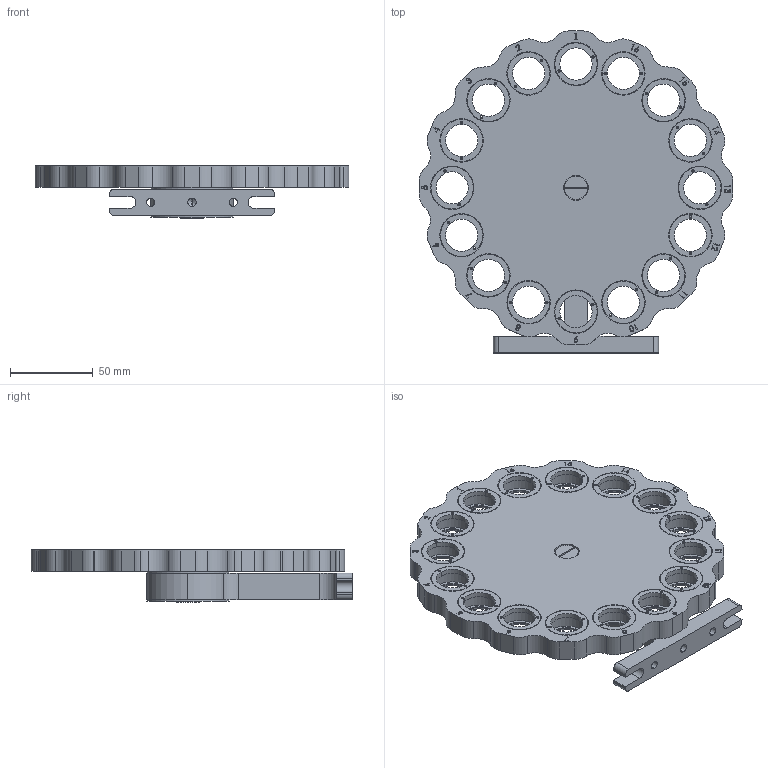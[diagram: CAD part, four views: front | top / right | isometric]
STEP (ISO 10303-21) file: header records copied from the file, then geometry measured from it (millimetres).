
FILE_DESCRIPTION (( 'STEP AP203' ), '1' );
FILE_NAME ('04RFW-16M.STEP', '2016-04-14T05:49:56', ( '' ), ( '' ), 'SwSTEP 2.0', 'SolidWorks 2016', '' );
FILE_SCHEMA (( 'CONFIG_CONTROL_DESIGN' ));
Products named in the file (1): 04RFW-16M
Bounding box: 190 x 195 x 31.5 mm (x, y, z)
Volume: 329173.4 mm3; surface area: 120169.5 mm2
Topology: 71 solids, 71 shells, 1325 faces, 3359 edges, 2175 vertices
Faces by surface type: plane 483, cylinder 421, bspline 313, cone 84, sphere 16, torus 8
Entity records: 52456 total; most frequent: CARTESIAN_POINT 22071, ORIENTED_EDGE 6430, DIRECTION 5739, EDGE_CURVE 3215, VERTEX_POINT 2145, AXIS2_PLACEMENT_3D 2137, EDGE_LOOP 1624, VECTOR 1465
